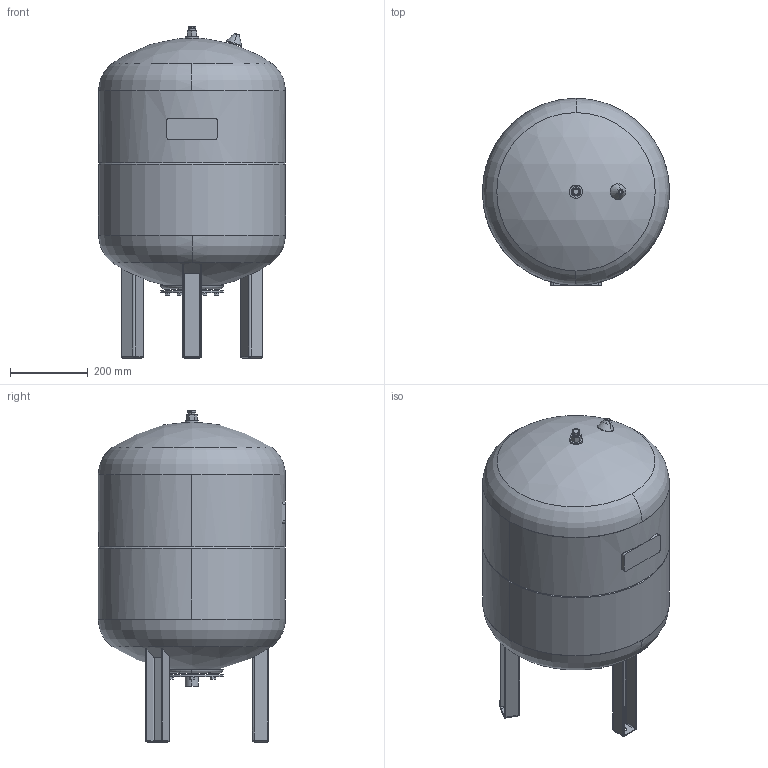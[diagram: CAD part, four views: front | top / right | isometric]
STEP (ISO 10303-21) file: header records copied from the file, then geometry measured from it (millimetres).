
FILE_DESCRIPTION(('CATIA V5 STEP Exchange','CAx-IF Rec.Pracs.--- Model Styling and Organization---1.4--- 2014-01-23','CAx-IF Rec.Pracs.---3D Tessellated Data Validation Properties---0.5---2014-09-14'),'2;1');
FILE_NAME('STEP_568100_-_TST.stp','2022-07-25T14:45:53+00:00',('none'),('none'),'CATIA Version 5-6 Release 2019 SP3','CATIA V5 STEP AP242 v1','none');
FILE_SCHEMA(('AP242_MANAGED_MODEL_BASED_3D_ENGINEERING_MIM_LF {1 0 10303 442 1 1 4}'));
Length unit declared in the file: millimetre
Products named in the file (1): 568100 - TST
Bounding box: 480 x 480.7 x 852 mm (x, y, z)
Volume: 99691098.6 mm3; surface area: 1339387.7 mm2
Topology: 2 solids, 3 shells, 259 faces, 690 edges, 450 vertices
Faces by surface type: plane 102, cylinder 101, torus 30, sphere 14, cone 12
Entity records: 8827 total; most frequent: CARTESIAN_POINT 2504, ORIENTED_EDGE 1356, DIRECTION 992, EDGE_CURVE 678, AXIS2_PLACEMENT_3D 495, VERTEX_POINT 450, EDGE_LOOP 302, VECTOR 294
